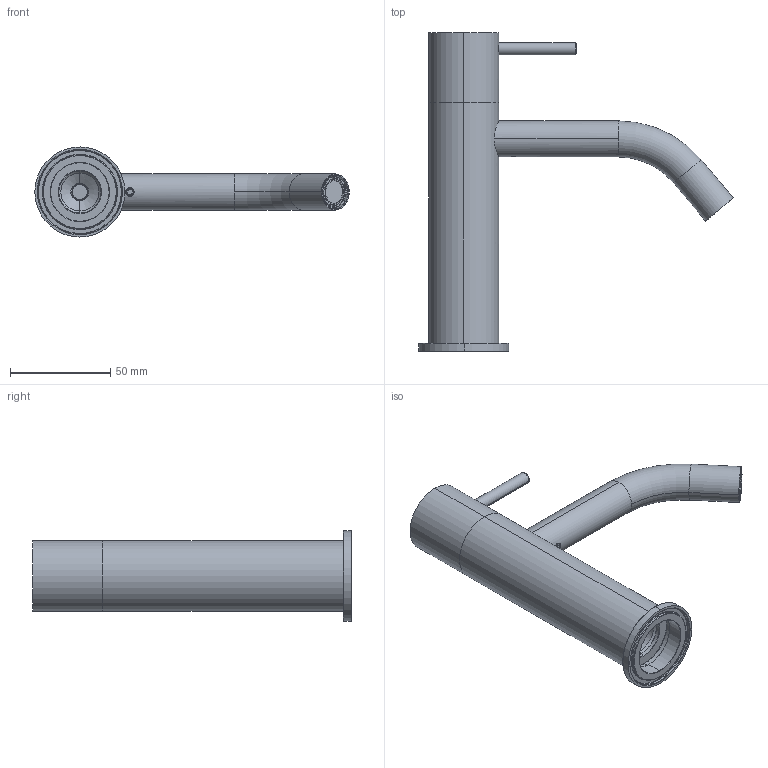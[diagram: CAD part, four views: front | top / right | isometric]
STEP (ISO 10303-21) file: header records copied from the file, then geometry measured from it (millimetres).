
FILE_DESCRIPTION (( 'STEP AP214' ), '1' );
FILE_NAME ('C35.0002 3D.STEP', '2023-01-18T16:41:52', ( '' ), ( '' ), 'SwSTEP 2.0', 'SolidWorks 2022', '' );
FILE_SCHEMA (( 'AUTOMOTIVE_DESIGN' ));
Length unit declared in the file: millimetre
Products named in the file (8): 0059.004.00; PERNO M4; 0109.001.00; 0059.001.00; Areador M16.5x1; C35.0002 3D; 0109.002.00; 0002.005.00
Assembly tree (7 placements, depth 2):
  C35.0002 3D
    0109.001.00
    0109.002.00
    0059.001.00
    0059.004.00
    0002.005.00
    Areador M16.5x1
    PERNO M4
Bounding box: 156.96 x 159 x 45 mm (x, y, z)
Volume: 99758.7 mm3; surface area: 52353 mm2
Topology: 7 solids, 7 shells, 500 faces, 1272 edges, 800 vertices
Faces by surface type: plane 282, cylinder 138, cone 70, torus 8, bspline 2
Entity records: 17108 total; most frequent: CARTESIAN_POINT 4777, ORIENTED_EDGE 2532, DIRECTION 2411, EDGE_CURVE 1266, AXIS2_PLACEMENT_3D 804, LINE 803, VECTOR 803, VERTEX_POINT 800
